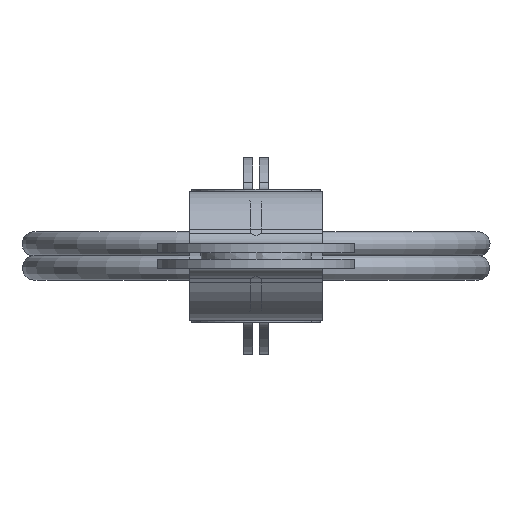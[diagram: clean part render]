
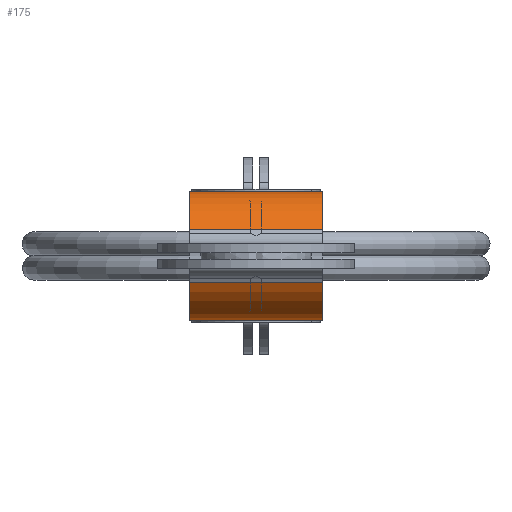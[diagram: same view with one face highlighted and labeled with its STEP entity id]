
A CAD part, left-side view. The second image highlights one B-rep face of the part: STEP entity #175.
In plain terms, the highlighted cylindrical face has radius 2.62 mm (diameter 5.24 mm), a partial arc.
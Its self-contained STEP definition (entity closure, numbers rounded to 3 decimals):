
#175 = ADVANCED_FACE( '', ( #380, #381 ), #382, .T. );
#380 = FACE_OUTER_BOUND( '', #589, .T. );
#381 = FACE_BOUND( '', #590, .T. );
#382 = CYLINDRICAL_SURFACE( '', #591, 2.62 );
#589 = EDGE_LOOP( '', ( #1066, #1067, #1068, #1069 ) );
#590 = EDGE_LOOP( '', ( #1070 ) );
#591 = AXIS2_PLACEMENT_3D( '', #1071, #1072, #1073 );
#1066 = ORIENTED_EDGE( '', *, *, #1343, .F. );
#1067 = ORIENTED_EDGE( '', *, *, #1374, .F. );
#1068 = ORIENTED_EDGE( '', *, *, #1250, .F. );
#1069 = ORIENTED_EDGE( '', *, *, #1348, .T. );
#1070 = ORIENTED_EDGE( '', *, *, #1303, .F. );
#1071 = CARTESIAN_POINT( '', ( 7.38, 5., 0. ) );
#1072 = DIRECTION( '', ( 0., 1., 0. ) );
#1073 = DIRECTION( '', ( 0., 0., -1. ) );
#1250 = EDGE_CURVE( '', #1523, #1525, #1526, .F. );
#1303 = EDGE_CURVE( '', #1602, #1602, #1603, .T. );
#1343 = EDGE_CURVE( '', #1657, #1659, #1660, .F. );
#1348 = EDGE_CURVE( '', #1523, #1659, #1666, .T. );
#1374 = EDGE_CURVE( '', #1525, #1657, #1693, .T. );
#1523 = VERTEX_POINT( '', #1921 );
#1525 = VERTEX_POINT( '', #1923 );
#1526 = CIRCLE( '', #1924, 2.62 );
#1602 = VERTEX_POINT( '', #2057 );
#1603 = B_SPLINE_CURVE_WITH_KNOTS( '', 3, ( #2058, #2059, #2060, #2061, #2062, #2063, #2064, #2065, #2066, #2067, #2068, #2069, #2070, #2071, #2072, #2073, #2074, #2075 ), .UNSPECIFIED., .T., .F., ( 2, 2, 2, 2, 2, 2, 2, 2, 2, 2, 2 ), ( 0., 0., 0., 0.001, 0.001, 0.001, 0.002, 0.002, 0.002, 0.003, 0.003 ), .UNSPECIFIED. );
#1657 = VERTEX_POINT( '', #2168 );
#1659 = VERTEX_POINT( '', #2170 );
#1660 = CIRCLE( '', #2171, 2.62 );
#1666 = LINE( '', #2179, #2180 );
#1693 = LINE( '', #2248, #2249 );
#1921 = CARTESIAN_POINT( '', ( 4.996, 2.71, 1.086 ) );
#1923 = CARTESIAN_POINT( '', ( 4.996, 2.71, -1.086 ) );
#1924 = AXIS2_PLACEMENT_3D( '', #2388, #2389, #2390 );
#2057 = CARTESIAN_POINT( '', ( 9.96, 0., -0.455 ) );
#2058 = CARTESIAN_POINT( '', ( 9.96, -0.12, -0.455 ) );
#2059 = CARTESIAN_POINT( '', ( 9.96, 0.12, -0.455 ) );
#2060 = CARTESIAN_POINT( '', ( 9.97, 0.238, -0.405 ) );
#2061 = CARTESIAN_POINT( '', ( 9.991, 0.406, -0.238 ) );
#2062 = CARTESIAN_POINT( '', ( 10., 0.455, -0.119 ) );
#2063 = CARTESIAN_POINT( '', ( 10., 0.455, 0.119 ) );
#2064 = CARTESIAN_POINT( '', ( 9.991, 0.407, 0.237 ) );
#2065 = CARTESIAN_POINT( '', ( 9.97, 0.237, 0.406 ) );
#2066 = CARTESIAN_POINT( '', ( 9.96, 0.119, 0.455 ) );
#2067 = CARTESIAN_POINT( '', ( 9.96, -0.119, 0.455 ) );
#2068 = CARTESIAN_POINT( '', ( 9.97, -0.237, 0.406 ) );
#2069 = CARTESIAN_POINT( '', ( 9.991, -0.405, 0.238 ) );
#2070 = CARTESIAN_POINT( '', ( 10., -0.455, 0.121 ) );
#2071 = CARTESIAN_POINT( '', ( 10., -0.455, -0.12 ) );
#2072 = CARTESIAN_POINT( '', ( 9.991, -0.406, -0.238 ) );
#2073 = CARTESIAN_POINT( '', ( 9.97, -0.238, -0.405 ) );
#2074 = CARTESIAN_POINT( '', ( 9.96, -0.12, -0.455 ) );
#2075 = CARTESIAN_POINT( '', ( 9.96, 0.12, -0.455 ) );
#2168 = CARTESIAN_POINT( '', ( 4.996, -2.71, -1.086 ) );
#2170 = CARTESIAN_POINT( '', ( 4.996, -2.71, 1.086 ) );
#2171 = AXIS2_PLACEMENT_3D( '', #2516, #2517, #2518 );
#2179 = CARTESIAN_POINT( '', ( 4.996, 5., 1.086 ) );
#2180 = VECTOR( '', #2524, 1000. );
#2248 = CARTESIAN_POINT( '', ( 4.996, 5., -1.086 ) );
#2249 = VECTOR( '', #2539, 1000. );
#2388 = CARTESIAN_POINT( '', ( 7.38, 2.71, 0. ) );
#2389 = DIRECTION( '', ( 0., -1., 0. ) );
#2390 = DIRECTION( '', ( 0., 0., -1. ) );
#2516 = CARTESIAN_POINT( '', ( 7.38, -2.71, 0. ) );
#2517 = DIRECTION( '', ( 0., 1., 0. ) );
#2518 = DIRECTION( '', ( -1., 0., 0. ) );
#2524 = DIRECTION( '', ( 0., -1., 0. ) );
#2539 = DIRECTION( '', ( 0., -1., 0. ) );
